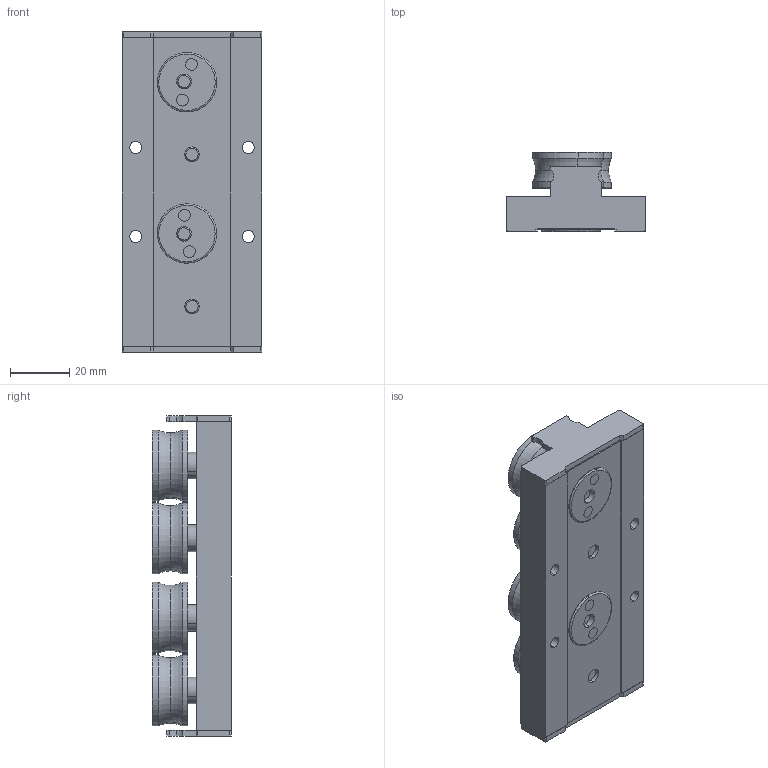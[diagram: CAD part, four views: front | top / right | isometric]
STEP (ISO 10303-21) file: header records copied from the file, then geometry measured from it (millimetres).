
FILE_DESCRIPTION (( 'STEP AP214' ), '1' );
FILE_NAME ('B664 Ðåëüñîâàÿ êàðåòêà SGB 20N-4.STEP', '2025-06-06T08:28:49', ( '' ), ( '' ), 'SwSTEP 2.0', 'SolidWorks 2025', '' );
FILE_SCHEMA (( 'AUTOMOTIVE_DESIGN' ));
Length unit declared in the file: millimetre
Products named in the file (7): Каретка_00; B664 Деталь для настройки смещения оси_00; B664 Рельсовая каретка SGB 20N-4; B664 Ролик_00; B664 Дистанционная втулка_00; B664 Винт_00; B664 Заслонка_00
Assembly tree (17 placements, depth 2):
  B664 Рельсовая каретка SGB 20N-4
    Каретка_00
    B664 Заслонка_00  x2
    B664 Ролик_00  x4
    B664 Деталь для настройки смещения оси_00  x2
    B664 Винт_00  x4
    B664 Дистанционная втулка_00  x4
Bounding box: 47 x 26.7 x 108 mm (x, y, z)
Volume: 79168 mm3; surface area: 33577.8 mm2
Topology: 21 solids, 21 shells, 292 faces, 646 edges, 412 vertices
Faces by surface type: cylinder 126, plane 118, torus 40, cone 8
Entity records: 3857 total; most frequent: DIRECTION 669, CARTESIAN_POINT 578, ORIENTED_EDGE 538, EDGE_CURVE 269, AXIS2_PLACEMENT_3D 265, VERTEX_POINT 174, EDGE_LOOP 145, LINE 139
